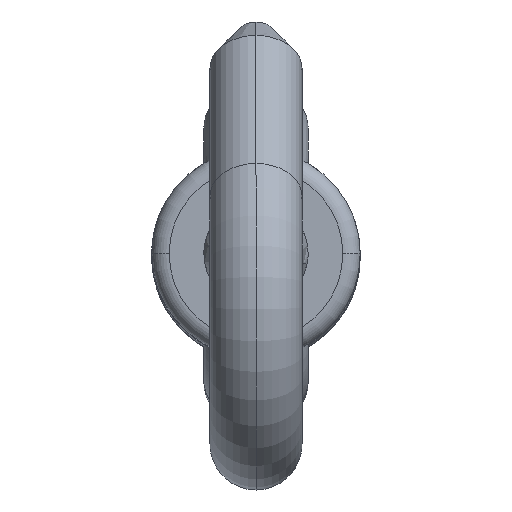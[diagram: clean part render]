
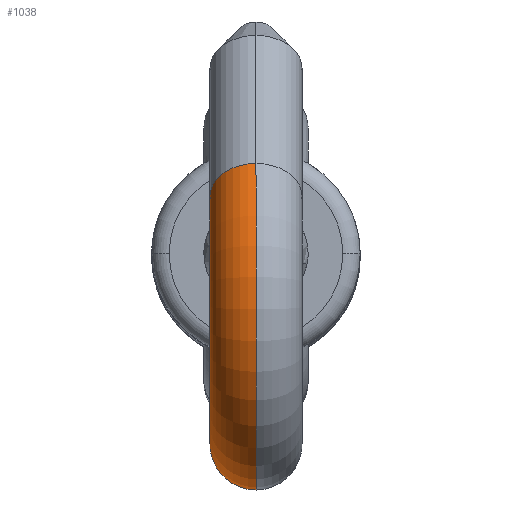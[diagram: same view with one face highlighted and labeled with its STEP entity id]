
A CAD part, top view. The second image highlights one B-rep face of the part: STEP entity #1038.
In plain terms, the highlighted toroidal (fillet/blend) face has major radius 8.35 mm and minor radius 2.65 mm.
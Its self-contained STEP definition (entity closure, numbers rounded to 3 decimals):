
#56 = DIRECTION ( 'NONE',  ( 0.707, 0.707, 0. ) ) ;
#125 = EDGE_LOOP ( 'NONE', ( #1018, #2375, #2172, #1631 ) ) ;
#126 = EDGE_CURVE ( 'NONE', #3177, #584, #491, .T. ) ;
#192 = AXIS2_PLACEMENT_3D ( 'NONE', #4536, #5419, #3603 ) ;
#330 = DIRECTION ( 'NONE',  ( 0., -1., 0. ) ) ;
#491 = CIRCLE ( 'NONE', #4496, 2.65 ) ;
#584 = VERTEX_POINT ( 'NONE', #4635 ) ;
#709 = CIRCLE ( 'NONE', #4397, 2.65 ) ;
#782 = DIRECTION ( 'NONE',  ( 0., 0., 1. ) ) ;
#869 = DIRECTION ( 'NONE',  ( 1., 0., 0. ) ) ;
#1018 = ORIENTED_EDGE ( 'NONE', *, *, #126, .F. ) ;
#1038 = ADVANCED_FACE ( 'NONE', ( #4157 ), #2911, .T. ) ;
#1117 = EDGE_CURVE ( 'NONE', #3781, #2128, #709, .T. ) ;
#1631 = ORIENTED_EDGE ( 'NONE', *, *, #3739, .F. ) ;
#1688 = DIRECTION ( 'NONE',  ( 0., 0., -1. ) ) ;
#2128 = VERTEX_POINT ( 'NONE', #3057 ) ;
#2172 = ORIENTED_EDGE ( 'NONE', *, *, #1117, .T. ) ;
#2375 = ORIENTED_EDGE ( 'NONE', *, *, #5493, .T. ) ;
#2635 = DIRECTION ( 'NONE',  ( 0., 0., -1. ) ) ;
#2688 = AXIS2_PLACEMENT_3D ( 'NONE', #3993, #3516, #869 ) ;
#2911 = TOROIDAL_SURFACE ( 'NONE', #2688, 8.35, 2.65 ) ;
#2999 = CARTESIAN_POINT ( 'NONE',  ( 8.35, -11., 0. ) ) ;
#3057 = CARTESIAN_POINT ( 'NONE',  ( -4.031, -6.969, 0. ) ) ;
#3177 = VERTEX_POINT ( 'NONE', #3371 ) ;
#3371 = CARTESIAN_POINT ( 'NONE',  ( 11., -11., 0. ) ) ;
#3420 = DIRECTION ( 'NONE',  ( 1., 0., 0. ) ) ;
#3516 = DIRECTION ( 'NONE',  ( 0., 0., 1. ) ) ;
#3603 = DIRECTION ( 'NONE',  ( 1., 0., 0. ) ) ;
#3739 = EDGE_CURVE ( 'NONE', #584, #2128, #4756, .T. ) ;
#3781 = VERTEX_POINT ( 'NONE', #4900 ) ;
#3912 = AXIS2_PLACEMENT_3D ( 'NONE', #4762, #782, #3420 ) ;
#3971 = CARTESIAN_POINT ( 'NONE',  ( -5.904, -5.096, 0. ) ) ;
#3993 = CARTESIAN_POINT ( 'NONE',  ( 0., -11., 0. ) ) ;
#4157 = FACE_OUTER_BOUND ( 'NONE', #125, .T. ) ;
#4320 = CIRCLE ( 'NONE', #192, 11. ) ;
#4397 = AXIS2_PLACEMENT_3D ( 'NONE', #3971, #56, #2635 ) ;
#4496 = AXIS2_PLACEMENT_3D ( 'NONE', #2999, #330, #1688 ) ;
#4536 = CARTESIAN_POINT ( 'NONE',  ( 0., -11., 0. ) ) ;
#4635 = CARTESIAN_POINT ( 'NONE',  ( 5.7, -11., 0. ) ) ;
#4756 = CIRCLE ( 'NONE', #3912, 5.7 ) ;
#4762 = CARTESIAN_POINT ( 'NONE',  ( 0., -11., 0. ) ) ;
#4900 = CARTESIAN_POINT ( 'NONE',  ( -7.778, -3.222, 0. ) ) ;
#5419 = DIRECTION ( 'NONE',  ( 0., 0., 1. ) ) ;
#5493 = EDGE_CURVE ( 'NONE', #3177, #3781, #4320, .T. ) ;
